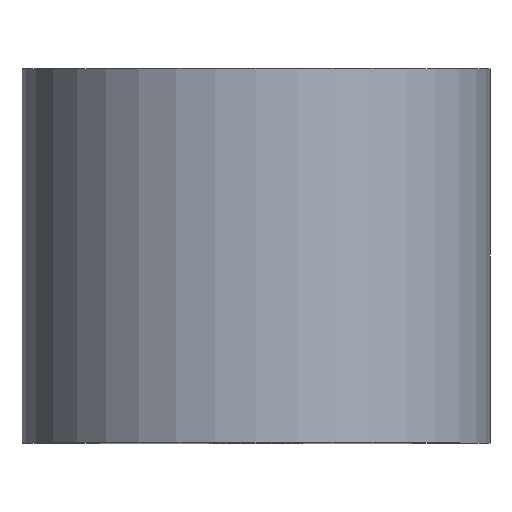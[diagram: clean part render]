
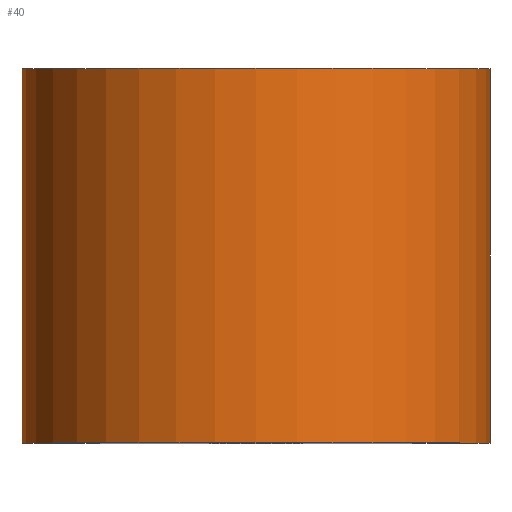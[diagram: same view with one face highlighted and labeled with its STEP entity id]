
A CAD part, top view. The second image highlights one B-rep face of the part: STEP entity #40.
In plain terms, the highlighted cylindrical face has radius 25 mm (diameter 50 mm), a full revolution.
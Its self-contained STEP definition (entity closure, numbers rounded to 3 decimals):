
#40 = ADVANCED_FACE( '', ( #77, #78 ), #79, .T. );
#77 = FACE_OUTER_BOUND( '', #106, .T. );
#78 = FACE_OUTER_BOUND( '', #107, .T. );
#79 = CYLINDRICAL_SURFACE( '', #108, 25. );
#106 = EDGE_LOOP( '', ( #139 ) );
#107 = EDGE_LOOP( '', ( #140 ) );
#108 = AXIS2_PLACEMENT_3D( '', #141, #142, #143 );
#139 = ORIENTED_EDGE( '', *, *, #153, .F. );
#140 = ORIENTED_EDGE( '', *, *, #149, .T. );
#141 = CARTESIAN_POINT( '', ( 0., 0., 0. ) );
#142 = DIRECTION( '', ( 0., 1., 0. ) );
#143 = DIRECTION( '', ( 0., 0., -1. ) );
#149 = EDGE_CURVE( '', #162, #162, #163, .T. );
#153 = EDGE_CURVE( '', #168, #168, #169, .T. );
#162 = VERTEX_POINT( '', #178 );
#163 = CIRCLE( '', #179, 25. );
#168 = VERTEX_POINT( '', #184 );
#169 = CIRCLE( '', #185, 25. );
#178 = CARTESIAN_POINT( '', ( 0., 40., -25. ) );
#179 = AXIS2_PLACEMENT_3D( '', #193, #194, #195 );
#184 = CARTESIAN_POINT( '', ( 0., 0., -25. ) );
#185 = AXIS2_PLACEMENT_3D( '', #199, #200, #201 );
#193 = CARTESIAN_POINT( '', ( 0., 40., 0. ) );
#194 = DIRECTION( '', ( 0., -1., 0. ) );
#195 = DIRECTION( '', ( 0., 0., -1. ) );
#199 = CARTESIAN_POINT( '', ( 0., 0., 0. ) );
#200 = DIRECTION( '', ( 0., -1., 0. ) );
#201 = DIRECTION( '', ( 0., 0., -1. ) );
